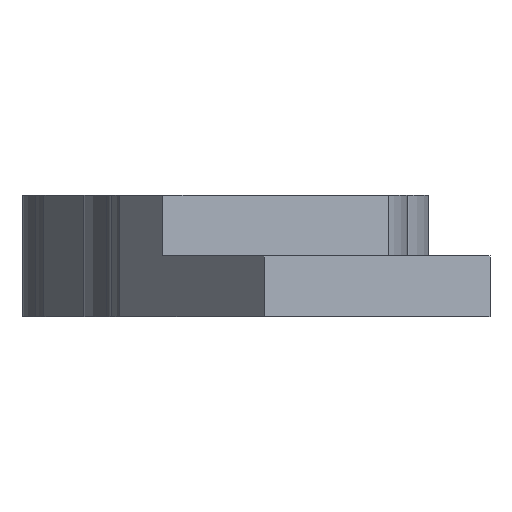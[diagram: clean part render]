
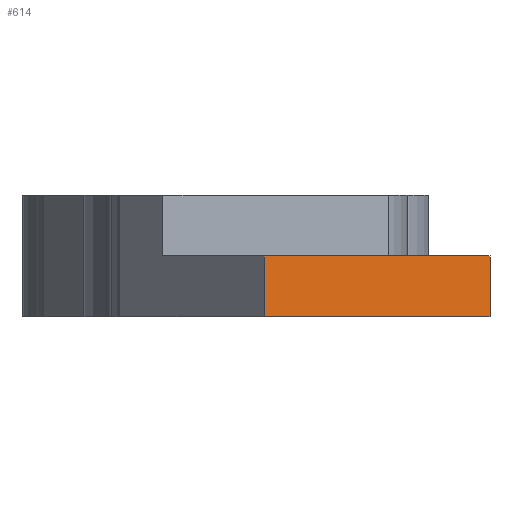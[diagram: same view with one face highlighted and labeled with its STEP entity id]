
A CAD part, front view. The second image highlights one B-rep face of the part: STEP entity #614.
In plain terms, the highlighted planar face has unit normal (0.637, -0.771, 0).
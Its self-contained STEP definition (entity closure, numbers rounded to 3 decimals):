
#60=FACE_OUTER_BOUND('',#100,.T.);
#100=EDGE_LOOP('',(#474,#475,#476,#477));
#133=LINE('',#964,#173);
#137=LINE('',#979,#177);
#139=LINE('',#997,#179);
#145=LINE('',#1043,#185);
#173=VECTOR('',#751,10.);
#177=VECTOR('',#767,10.);
#179=VECTOR('',#785,10.);
#185=VECTOR('',#831,10.);
#264=VERTEX_POINT('',#954);
#268=VERTEX_POINT('',#962);
#273=VERTEX_POINT('',#978);
#281=VERTEX_POINT('',#996);
#329=EDGE_CURVE('',#264,#268,#133,.T.);
#336=EDGE_CURVE('',#264,#273,#137,.T.);
#345=EDGE_CURVE('',#281,#273,#139,.T.);
#369=EDGE_CURVE('',#268,#281,#145,.T.);
#474=ORIENTED_EDGE('',*,*,#329,.T.);
#475=ORIENTED_EDGE('',*,*,#369,.T.);
#476=ORIENTED_EDGE('',*,*,#345,.T.);
#477=ORIENTED_EDGE('',*,*,#336,.F.);
#603=PLANE('',#692);
#614=ADVANCED_FACE('',(#60),#603,.T.);
#692=AXIS2_PLACEMENT_3D('',#1044,#832,#833);
#751=DIRECTION('',(-0.771,-0.637,0.));
#767=DIRECTION('',(0.,0.,-1.));
#785=DIRECTION('',(0.771,0.637,0.));
#831=DIRECTION('',(0.,0.,-1.));
#832=DIRECTION('center_axis',(0.637,-0.771,0.));
#833=DIRECTION('ref_axis',(-0.771,-0.637,0.));
#954=CARTESIAN_POINT('',(55.538,-125.028,-3.));
#962=CARTESIAN_POINT('',(44.368,-134.26,-3.));
#964=CARTESIAN_POINT('',(52.745,-127.336,-3.));
#978=CARTESIAN_POINT('',(55.538,-125.028,-6.));
#979=CARTESIAN_POINT('',(55.538,-125.028,0.));
#996=CARTESIAN_POINT('',(44.368,-134.26,-6.));
#997=CARTESIAN_POINT('',(63.3,-118.611,-6.));
#1043=CARTESIAN_POINT('',(44.368,-134.26,0.));
#1044=CARTESIAN_POINT('Origin',(55.538,-125.028,0.));
